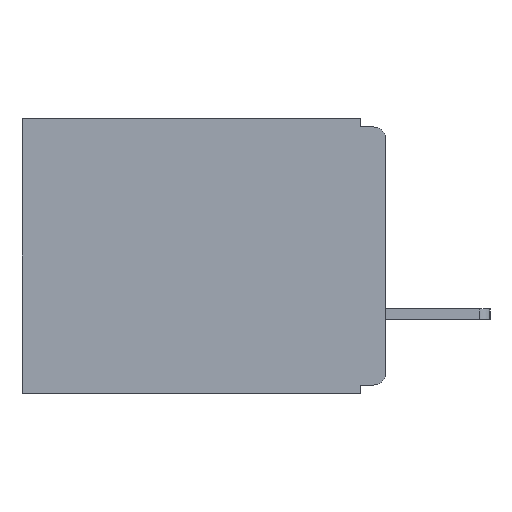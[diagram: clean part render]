
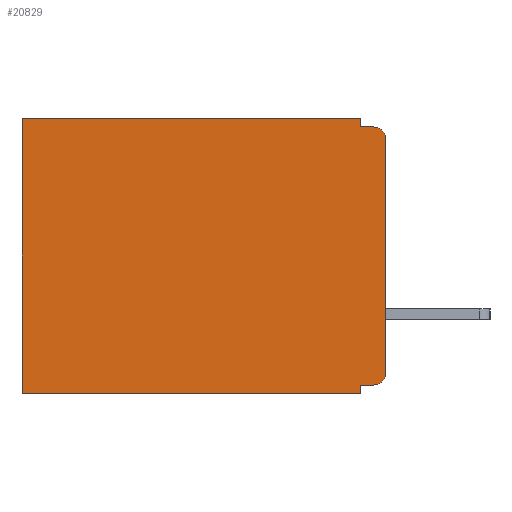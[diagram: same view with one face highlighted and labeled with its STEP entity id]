
A CAD part, left-side view. The second image highlights one B-rep face of the part: STEP entity #20829.
In plain terms, the highlighted planar face has unit normal (-1, 0, 0).
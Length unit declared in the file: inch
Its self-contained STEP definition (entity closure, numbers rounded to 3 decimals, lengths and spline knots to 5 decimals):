
#90 = FACE_OUTER_BOUND ( 'NONE', #10404, .T. ) ;
#149 = CARTESIAN_POINT ( 'NONE',  ( 0.3, 0.437, -0.33 ) ) ;
#310 = DIRECTION ( 'NONE',  ( 0., 1., 0. ) ) ;
#1609 = CARTESIAN_POINT ( 'NONE',  ( 0.3, 0., -0.33 ) ) ;
#1657 = DIRECTION ( 'NONE',  ( 0., 0., -1. ) ) ;
#2786 = CARTESIAN_POINT ( 'NONE',  ( 0.3, 0., -0.33 ) ) ;
#2901 = VECTOR ( 'NONE', #20287, 39.37008 ) ;
#3218 = VECTOR ( 'NONE', #11785, 39.37008 ) ;
#3384 = CARTESIAN_POINT ( 'NONE',  ( 0.3, 0.015, -0.32 ) ) ;
#3433 = VECTOR ( 'NONE', #310, 39.37008 ) ;
#3589 = DIRECTION ( 'NONE',  ( 0., 0., -1. ) ) ;
#3859 = VERTEX_POINT ( 'NONE', #149 ) ;
#4540 = DIRECTION ( 'NONE',  ( -1., 0., 0. ) ) ;
#4670 = AXIS2_PLACEMENT_3D ( 'NONE', #24864, #13231, #1657 ) ;
#5056 = VERTEX_POINT ( 'NONE', #3384 ) ;
#5141 = CARTESIAN_POINT ( 'NONE',  ( 0.3, 0.031, 0. ) ) ;
#5470 = PLANE ( 'NONE',  #17243 ) ;
#5901 = EDGE_CURVE ( 'NONE', #5056, #23604, #20487, .T. ) ;
#6166 = CARTESIAN_POINT ( 'NONE',  ( 0.3, 0., 0. ) ) ;
#6484 = LINE ( 'NONE', #19352, #10974 ) ;
#6974 = CARTESIAN_POINT ( 'NONE',  ( 0.3, 0., -0.025 ) ) ;
#7118 = VERTEX_POINT ( 'NONE', #6974 ) ;
#7122 = VERTEX_POINT ( 'NONE', #19944 ) ;
#7444 = ORIENTED_EDGE ( 'NONE', *, *, #24611, .T. ) ;
#7516 = DIRECTION ( 'NONE',  ( 0., 1., 0. ) ) ;
#7995 = CARTESIAN_POINT ( 'NONE',  ( 0.3, 0.031, -0.32 ) ) ;
#8261 = VERTEX_POINT ( 'NONE', #8764 ) ;
#8557 = LINE ( 'NONE', #6166, #3433 ) ;
#8764 = CARTESIAN_POINT ( 'NONE',  ( 0.3, 0.031, -0.01 ) ) ;
#8876 = ORIENTED_EDGE ( 'NONE', *, *, #9514, .F. ) ;
#8992 = EDGE_CURVE ( 'NONE', #7122, #8261, #25056, .T. ) ;
#9077 = DIRECTION ( 'NONE',  ( 0., 0., -1. ) ) ;
#9514 = EDGE_CURVE ( 'NONE', #7118, #22278, #16805, .T. ) ;
#9571 = VECTOR ( 'NONE', #9077, 39.37008 ) ;
#9597 = ORIENTED_EDGE ( 'NONE', *, *, #13843, .F. ) ;
#9659 = DIRECTION ( 'NONE',  ( 0., 0., -1. ) ) ;
#10130 = VECTOR ( 'NONE', #7516, 39.37008 ) ;
#10404 = EDGE_LOOP ( 'NONE', ( #8876, #13989, #17266, #11519, #19875, #7444, #13138, #9597, #18404, #18153 ) ) ;
#10744 = CARTESIAN_POINT ( 'NONE',  ( 0.3, 0., -0.32 ) ) ;
#10974 = VECTOR ( 'NONE', #9659, 39.37008 ) ;
#11519 = ORIENTED_EDGE ( 'NONE', *, *, #8992, .F. ) ;
#11573 = CARTESIAN_POINT ( 'NONE',  ( 0.3, 0.437, 0. ) ) ;
#11727 = VERTEX_POINT ( 'NONE', #21101 ) ;
#11785 = DIRECTION ( 'NONE',  ( 0., -1., 0. ) ) ;
#13138 = ORIENTED_EDGE ( 'NONE', *, *, #16846, .F. ) ;
#13231 = DIRECTION ( 'NONE',  ( -1., 0., 0. ) ) ;
#13501 = DIRECTION ( 'NONE',  ( 0., 1., 0. ) ) ;
#13643 = EDGE_CURVE ( 'NONE', #8261, #11727, #22609, .T. ) ;
#13780 = CARTESIAN_POINT ( 'NONE',  ( 0.3, 0., -0.305 ) ) ;
#13843 = EDGE_CURVE ( 'NONE', #23604, #24445, #23510, .T. ) ;
#13989 = ORIENTED_EDGE ( 'NONE', *, *, #14108, .T. ) ;
#14108 = EDGE_CURVE ( 'NONE', #7118, #11727, #22581, .T. ) ;
#15150 = DIRECTION ( 'NONE',  ( 1., 0., 0. ) ) ;
#16078 = CARTESIAN_POINT ( 'NONE',  ( 0.3, 0.015, -0.305 ) ) ;
#16275 = DIRECTION ( 'NONE',  ( 0., 0., -1. ) ) ;
#16805 = LINE ( 'NONE', #2786, #21988 ) ;
#16846 = EDGE_CURVE ( 'NONE', #24445, #3859, #24275, .T. ) ;
#17243 = AXIS2_PLACEMENT_3D ( 'NONE', #1609, #15150, #3589 ) ;
#17266 = ORIENTED_EDGE ( 'NONE', *, *, #13643, .F. ) ;
#17654 = CARTESIAN_POINT ( 'NONE',  ( 0.3, 0., -0.01 ) ) ;
#18024 = DIRECTION ( 'NONE',  ( 0., 0., -1. ) ) ;
#18153 = ORIENTED_EDGE ( 'NONE', *, *, #24792, .T. ) ;
#18319 = CARTESIAN_POINT ( 'NONE',  ( 0.3, 0.031, -0.33 ) ) ;
#18404 = ORIENTED_EDGE ( 'NONE', *, *, #5901, .F. ) ;
#19130 = VECTOR ( 'NONE', #13501, 39.37008 ) ;
#19352 = CARTESIAN_POINT ( 'NONE',  ( 0.3, 0.437, -0.33 ) ) ;
#19593 = AXIS2_PLACEMENT_3D ( 'NONE', #16078, #4540, #18024 ) ;
#19875 = ORIENTED_EDGE ( 'NONE', *, *, #24730, .T. ) ;
#19944 = CARTESIAN_POINT ( 'NONE',  ( 0.3, 0.031, 0. ) ) ;
#20287 = DIRECTION ( 'NONE',  ( 0., 0., -1. ) ) ;
#20487 = LINE ( 'NONE', #10744, #10130 ) ;
#20829 = ADVANCED_FACE ( 'NONE', ( #90 ), #5470, .F. ) ;
#21101 = CARTESIAN_POINT ( 'NONE',  ( 0.3, 0.015, -0.01 ) ) ;
#21593 = CIRCLE ( 'NONE', #19593, 0.015 ) ;
#21988 = VECTOR ( 'NONE', #16275, 39.37008 ) ;
#22278 = VERTEX_POINT ( 'NONE', #13780 ) ;
#22581 = CIRCLE ( 'NONE', #4670, 0.015 ) ;
#22609 = LINE ( 'NONE', #17654, #3218 ) ;
#23493 = VERTEX_POINT ( 'NONE', #11573 ) ;
#23510 = LINE ( 'NONE', #18319, #2901 ) ;
#23604 = VERTEX_POINT ( 'NONE', #7995 ) ;
#24275 = LINE ( 'NONE', #25154, #19130 ) ;
#24445 = VERTEX_POINT ( 'NONE', #24614 ) ;
#24611 = EDGE_CURVE ( 'NONE', #23493, #3859, #6484, .T. ) ;
#24614 = CARTESIAN_POINT ( 'NONE',  ( 0.3, 0.031, -0.33 ) ) ;
#24730 = EDGE_CURVE ( 'NONE', #7122, #23493, #8557, .T. ) ;
#24792 = EDGE_CURVE ( 'NONE', #5056, #22278, #21593, .T. ) ;
#24864 = CARTESIAN_POINT ( 'NONE',  ( 0.3, 0.015, -0.025 ) ) ;
#25056 = LINE ( 'NONE', #5141, #9571 ) ;
#25154 = CARTESIAN_POINT ( 'NONE',  ( 0.3, 0., -0.33 ) ) ;
